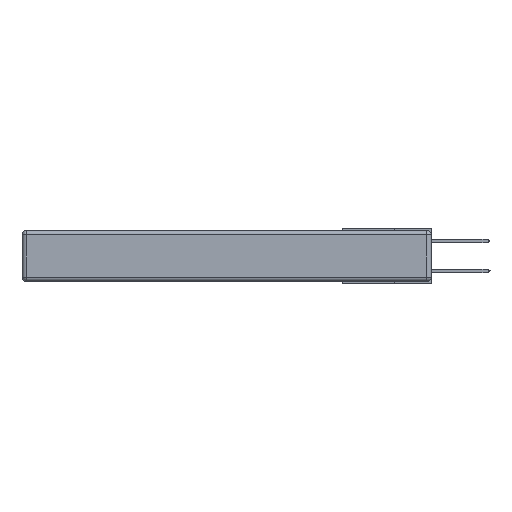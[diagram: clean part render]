
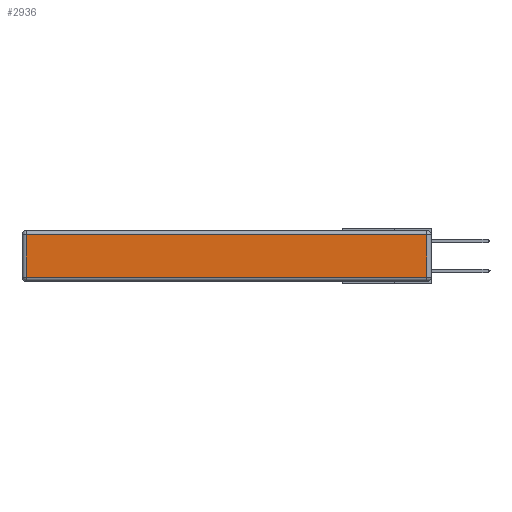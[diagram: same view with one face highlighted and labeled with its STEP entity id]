
A CAD part, left-side view. The second image highlights one B-rep face of the part: STEP entity #2936.
In plain terms, the highlighted planar face has unit normal (-1, 0, 0).
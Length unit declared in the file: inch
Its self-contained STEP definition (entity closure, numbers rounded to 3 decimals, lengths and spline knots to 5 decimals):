
#986 = DIRECTION ( 'NONE',  ( 0., 0., 1. ) ) ;
#997 = ORIENTED_EDGE ( 'NONE', *, *, #14873, .T. ) ;
#1097 = ORIENTED_EDGE ( 'NONE', *, *, #4983, .T. ) ;
#1173 = CARTESIAN_POINT ( 'NONE',  ( 0., 0.03, -0.03 ) ) ;
#2000 = ORIENTED_EDGE ( 'NONE', *, *, #3677, .T. ) ;
#2144 = LINE ( 'NONE', #13083, #4926 ) ;
#2470 = AXIS2_PLACEMENT_3D ( 'NONE', #10552, #3495, #11746 ) ;
#2700 = ORIENTED_EDGE ( 'NONE', *, *, #3808, .T. ) ;
#2936 = ADVANCED_FACE ( 'NONE', ( #14390 ), #4575, .T. ) ;
#3025 = CARTESIAN_POINT ( 'NONE',  ( 0., 0.03, -0.343 ) ) ;
#3380 = DIRECTION ( 'NONE',  ( 0., 0., -1. ) ) ;
#3495 = DIRECTION ( 'NONE',  ( -1., 0., 0. ) ) ;
#3677 = EDGE_CURVE ( 'NONE', #14878, #11500, #10873, .T. ) ;
#3808 = EDGE_CURVE ( 'NONE', #11500, #9879, #6254, .T. ) ;
#4035 = VECTOR ( 'NONE', #986, 39.37008 ) ;
#4575 = PLANE ( 'NONE',  #2470 ) ;
#4926 = VECTOR ( 'NONE', #14209, 39.37008 ) ;
#4983 = EDGE_CURVE ( 'NONE', #9879, #6750, #2144, .T. ) ;
#5512 = CARTESIAN_POINT ( 'NONE',  ( 0., 2.72, -0.03 ) ) ;
#6254 = LINE ( 'NONE', #3025, #4035 ) ;
#6750 = VERTEX_POINT ( 'NONE', #5512 ) ;
#6894 = CARTESIAN_POINT ( 'NONE',  ( 0., 0.03, -0.313 ) ) ;
#9205 = CARTESIAN_POINT ( 'NONE',  ( 0., 2.72, -0.343 ) ) ;
#9879 = VERTEX_POINT ( 'NONE', #1173 ) ;
#10193 = DIRECTION ( 'NONE',  ( 0., -1., 0. ) ) ;
#10316 = VECTOR ( 'NONE', #3380, 39.37008 ) ;
#10492 = CARTESIAN_POINT ( 'NONE',  ( 0., 2.72, -0.313 ) ) ;
#10552 = CARTESIAN_POINT ( 'NONE',  ( 0., 0., -0.343 ) ) ;
#10873 = LINE ( 'NONE', #12638, #12352 ) ;
#11500 = VERTEX_POINT ( 'NONE', #6894 ) ;
#11746 = DIRECTION ( 'NONE',  ( 0., 0., 1. ) ) ;
#12352 = VECTOR ( 'NONE', #10193, 39.37008 ) ;
#12638 = CARTESIAN_POINT ( 'NONE',  ( 0., 0., -0.313 ) ) ;
#13083 = CARTESIAN_POINT ( 'NONE',  ( 0., 2.75, -0.03 ) ) ;
#13457 = LINE ( 'NONE', #9205, #10316 ) ;
#14081 = EDGE_LOOP ( 'NONE', ( #2000, #2700, #1097, #997 ) ) ;
#14209 = DIRECTION ( 'NONE',  ( 0., 1., 0. ) ) ;
#14390 = FACE_OUTER_BOUND ( 'NONE', #14081, .T. ) ;
#14873 = EDGE_CURVE ( 'NONE', #6750, #14878, #13457, .T. ) ;
#14878 = VERTEX_POINT ( 'NONE', #10492 ) ;
